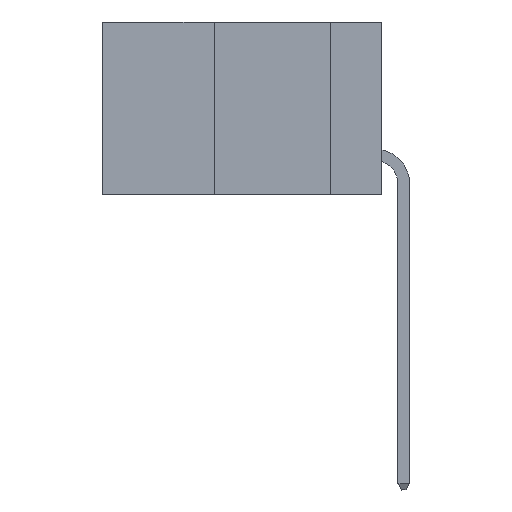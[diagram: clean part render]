
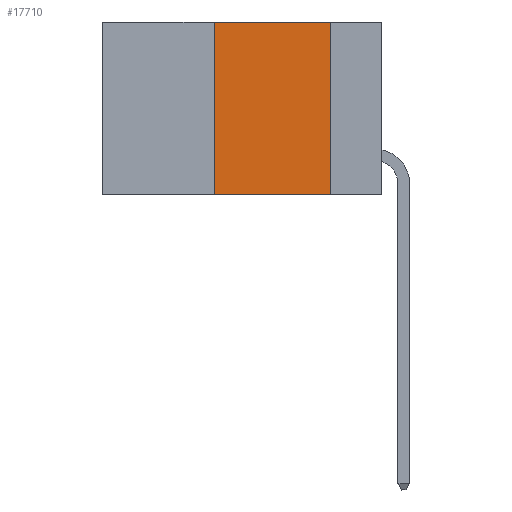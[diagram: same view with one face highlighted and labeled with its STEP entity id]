
A CAD part, left-side view. The second image highlights one B-rep face of the part: STEP entity #17710.
In plain terms, the highlighted planar face has unit normal (-1, 0, 0).
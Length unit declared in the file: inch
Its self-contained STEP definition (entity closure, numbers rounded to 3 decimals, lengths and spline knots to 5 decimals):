
#642 = ORIENTED_EDGE ( 'NONE', *, *, #3869, .F. ) ;
#973 = VECTOR ( 'NONE', #23676, 39.37008 ) ;
#1523 = ORIENTED_EDGE ( 'NONE', *, *, #34039, .F. ) ;
#1833 = DIRECTION ( 'NONE',  ( 0., -1., 0. ) ) ;
#2070 = VECTOR ( 'NONE', #38054, 39.37008 ) ;
#3869 = EDGE_CURVE ( 'NONE', #16153, #27317, #30001, .T. ) ;
#3875 = PLANE ( 'NONE',  #31152 ) ;
#3898 = CARTESIAN_POINT ( 'NONE',  ( 0., 0.11, 0. ) ) ;
#5556 = CARTESIAN_POINT ( 'NONE',  ( 0., 0.11, 0. ) ) ;
#6840 = CARTESIAN_POINT ( 'NONE',  ( 0., 0.6, 0. ) ) ;
#7131 = VECTOR ( 'NONE', #1833, 39.37008 ) ;
#8087 = VECTOR ( 'NONE', #13638, 39.37008 ) ;
#8853 = LINE ( 'NONE', #5556, #973 ) ;
#9385 = VERTEX_POINT ( 'NONE', #24801 ) ;
#12160 = FACE_OUTER_BOUND ( 'NONE', #23837, .T. ) ;
#13638 = DIRECTION ( 'NONE',  ( 0., -1., 0. ) ) ;
#14587 = VERTEX_POINT ( 'NONE', #19464 ) ;
#15875 = EDGE_CURVE ( 'NONE', #9385, #14587, #25336, .T. ) ;
#16153 = VERTEX_POINT ( 'NONE', #31444 ) ;
#17710 = ADVANCED_FACE ( 'NONE', ( #12160 ), #3875, .F. ) ;
#18561 = ORIENTED_EDGE ( 'NONE', *, *, #15875, .T. ) ;
#19464 = CARTESIAN_POINT ( 'NONE',  ( 0., 0.11, -0.37 ) ) ;
#19608 = CARTESIAN_POINT ( 'NONE',  ( 0., 0.6, -0.37 ) ) ;
#23423 = CARTESIAN_POINT ( 'NONE',  ( 0., 0.36, 0. ) ) ;
#23676 = DIRECTION ( 'NONE',  ( 0., 0., -1. ) ) ;
#23837 = EDGE_LOOP ( 'NONE', ( #28676, #642, #1523, #18561 ) ) ;
#24801 = CARTESIAN_POINT ( 'NONE',  ( 0., 0.36, -0.37 ) ) ;
#25336 = LINE ( 'NONE', #19608, #8087 ) ;
#27317 = VERTEX_POINT ( 'NONE', #3898 ) ;
#28676 = ORIENTED_EDGE ( 'NONE', *, *, #35962, .F. ) ;
#30001 = LINE ( 'NONE', #37779, #7131 ) ;
#31152 = AXIS2_PLACEMENT_3D ( 'NONE', #6840, #35820, #32788 ) ;
#31444 = CARTESIAN_POINT ( 'NONE',  ( 0., 0.36, 0. ) ) ;
#32788 = DIRECTION ( 'NONE',  ( 0., 0., -1. ) ) ;
#34039 = EDGE_CURVE ( 'NONE', #9385, #16153, #36071, .T. ) ;
#35820 = DIRECTION ( 'NONE',  ( 1., 0., 0. ) ) ;
#35962 = EDGE_CURVE ( 'NONE', #27317, #14587, #8853, .T. ) ;
#36071 = LINE ( 'NONE', #23423, #2070 ) ;
#37779 = CARTESIAN_POINT ( 'NONE',  ( 0., 0.6, 0. ) ) ;
#38054 = DIRECTION ( 'NONE',  ( 0., 0., 1. ) ) ;
